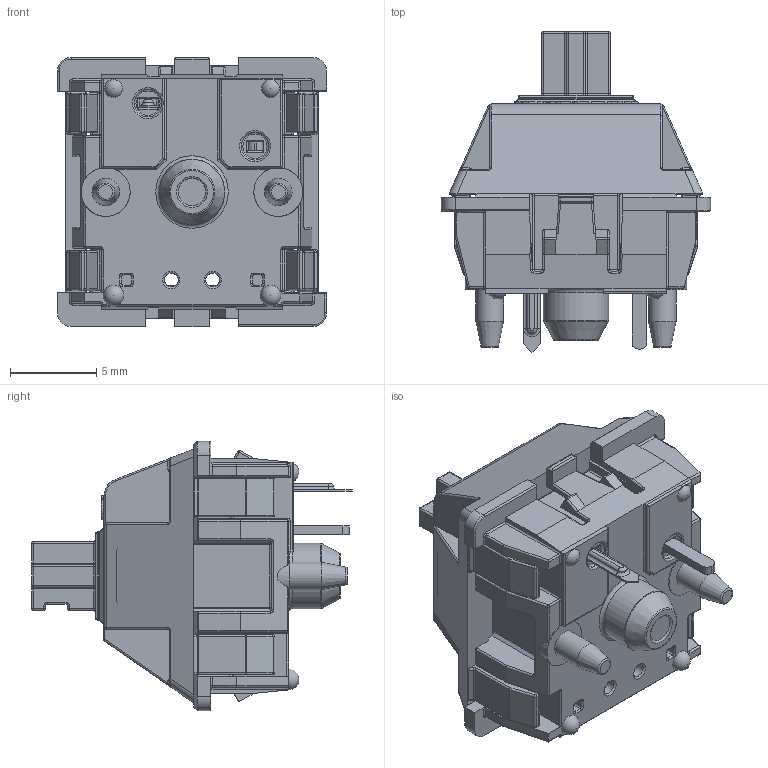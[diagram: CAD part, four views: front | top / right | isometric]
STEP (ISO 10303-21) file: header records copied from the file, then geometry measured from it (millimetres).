
FILE_DESCRIPTION(/* description */ (''),/* implementation_level */ '2;1');
FILE_NAME(/* name */ 'switch step.stp',/* time_stamp */ '2023-05-06T13:19:55-04:00',/* author */ ('shrey'),/* organization */ (''),/* preprocessor_version */ 'ST-DEVELOPER v19',/* originating_system */ 'Autodesk Inventor 2023',/* authorisation */ '');
FILE_SCHEMA (('AUTOMOTIVE_DESIGN { 1 0 10303 214 3 1 1 }'));
Length unit declared in the file: millimetre
Products named in the file (1): external power button
Bounding box: 15.6 x 18.6 x 15.6 mm (x, y, z)
Volume: 1084 mm3; surface area: 2551.3 mm2
Topology: 1 solids, 1 shells, 1614 faces, 3973 edges, 2253 vertices
Faces by surface type: cylinder 664, plane 518, torus 190, sphere 112, bspline 99, cone 31
Full cylindrical faces by diameter (mm): 0.8 x2, 1.6 x4, 2 x1, 2.6 x1, 3.8 x1, 4.8 x1
Entity records: 50318 total; most frequent: CARTESIAN_POINT 11320, DIRECTION 8279, ORIENTED_EDGE 7728, EDGE_CURVE 3864, AXIS2_PLACEMENT_3D 3085, VERTEX_POINT 2253, LINE 2109, VECTOR 2109
